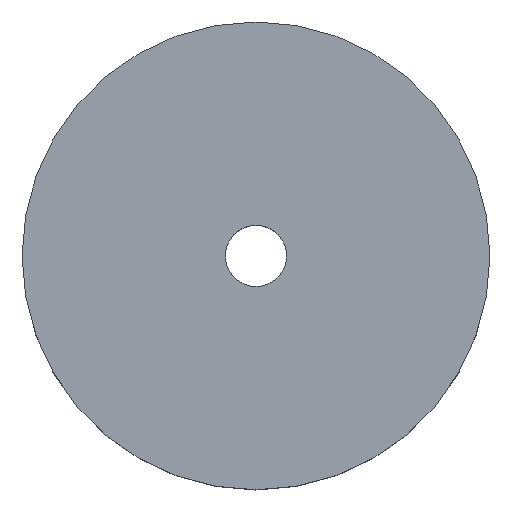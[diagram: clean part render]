
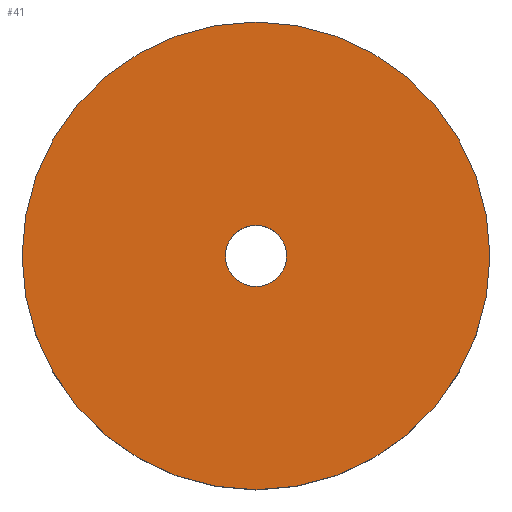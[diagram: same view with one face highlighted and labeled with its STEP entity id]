
A CAD part, top view. The second image highlights one B-rep face of the part: STEP entity #41.
In plain terms, the highlighted planar face has unit normal (0, 0, 1).
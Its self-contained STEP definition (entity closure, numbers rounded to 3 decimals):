
#7 = AXIS2_PLACEMENT_3D ( 'NONE', #163, #38, #10 ) ;
#9 = PLANE ( 'NONE',  #7 ) ;
#10 = DIRECTION ( 'NONE',  ( 1., 0., 0. ) ) ;
#15 = FACE_BOUND ( 'NONE', #51, .T. ) ;
#22 = CARTESIAN_POINT ( 'NONE',  ( 3.825, 0., 2. ) ) ;
#23 = DIRECTION ( 'NONE',  ( 0., 0., 1. ) ) ;
#24 = CARTESIAN_POINT ( 'NONE',  ( -3.825, 0., 2. ) ) ;
#26 = CARTESIAN_POINT ( 'NONE',  ( 0., 0., 2. ) ) ;
#37 = CIRCLE ( 'NONE', #92, 0.5 ) ;
#38 = DIRECTION ( 'NONE',  ( 0., 0., 1. ) ) ;
#41 = ADVANCED_FACE ( 'NONE', ( #177, #15 ), #9, .T. ) ;
#51 = EDGE_LOOP ( 'NONE', ( #175, #169 ) ) ;
#61 = DIRECTION ( 'NONE',  ( 1., 0., 0. ) ) ;
#62 = EDGE_CURVE ( 'NONE', #117, #89, #188, .T. ) ;
#77 = CARTESIAN_POINT ( 'NONE',  ( -0.5, 0., 2. ) ) ;
#78 = AXIS2_PLACEMENT_3D ( 'NONE', #194, #164, #61 ) ;
#79 = VERTEX_POINT ( 'NONE', #77 ) ;
#80 = CARTESIAN_POINT ( 'NONE',  ( 0., 0., 2. ) ) ;
#85 = DIRECTION ( 'NONE',  ( 0., 0., 1. ) ) ;
#87 = EDGE_CURVE ( 'NONE', #79, #170, #37, .T. ) ;
#89 = VERTEX_POINT ( 'NONE', #22 ) ;
#90 = ORIENTED_EDGE ( 'NONE', *, *, #62, .T. ) ;
#92 = AXIS2_PLACEMENT_3D ( 'NONE', #80, #98, #147 ) ;
#96 = EDGE_CURVE ( 'NONE', #170, #79, #135, .T. ) ;
#97 = CARTESIAN_POINT ( 'NONE',  ( 0.5, 0., 2. ) ) ;
#98 = DIRECTION ( 'NONE',  ( 0., 0., 1. ) ) ;
#104 = AXIS2_PLACEMENT_3D ( 'NONE', #176, #23, #115 ) ;
#115 = DIRECTION ( 'NONE',  ( 1., 0., 0. ) ) ;
#117 = VERTEX_POINT ( 'NONE', #24 ) ;
#131 = ORIENTED_EDGE ( 'NONE', *, *, #152, .T. ) ;
#135 = CIRCLE ( 'NONE', #104, 0.5 ) ;
#147 = DIRECTION ( 'NONE',  ( 1., 0., 0. ) ) ;
#152 = EDGE_CURVE ( 'NONE', #89, #117, #172, .T. ) ;
#163 = CARTESIAN_POINT ( 'NONE',  ( 0., 0., 2. ) ) ;
#164 = DIRECTION ( 'NONE',  ( 0., 0., 1. ) ) ;
#169 = ORIENTED_EDGE ( 'NONE', *, *, #96, .F. ) ;
#170 = VERTEX_POINT ( 'NONE', #97 ) ;
#171 = EDGE_LOOP ( 'NONE', ( #90, #131 ) ) ;
#172 = CIRCLE ( 'NONE', #208, 3.825 ) ;
#175 = ORIENTED_EDGE ( 'NONE', *, *, #87, .F. ) ;
#176 = CARTESIAN_POINT ( 'NONE',  ( 0., 0., 2. ) ) ;
#177 = FACE_OUTER_BOUND ( 'NONE', #171, .T. ) ;
#188 = CIRCLE ( 'NONE', #78, 3.825 ) ;
#194 = CARTESIAN_POINT ( 'NONE',  ( 0., 0., 2. ) ) ;
#196 = DIRECTION ( 'NONE',  ( 1., 0., 0. ) ) ;
#208 = AXIS2_PLACEMENT_3D ( 'NONE', #26, #85, #196 ) ;
